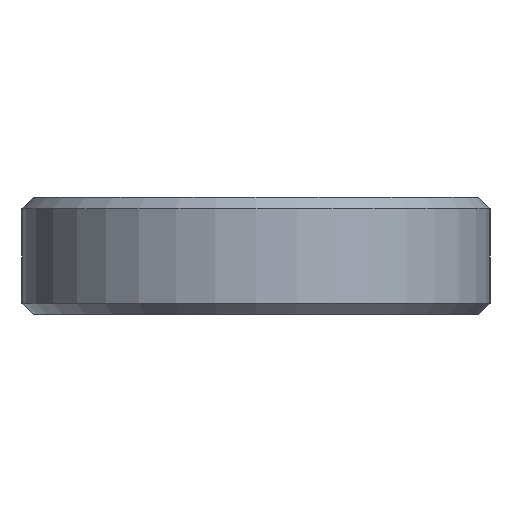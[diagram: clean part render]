
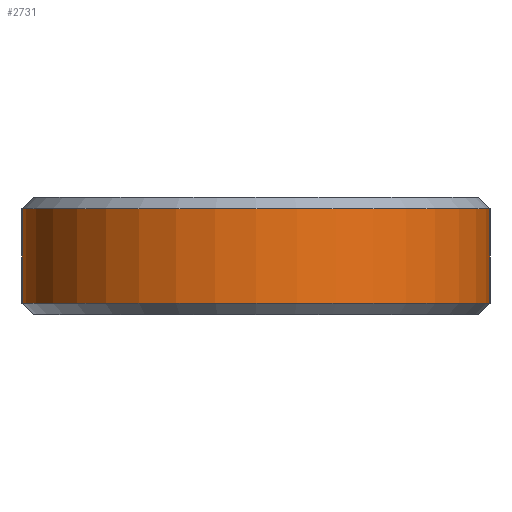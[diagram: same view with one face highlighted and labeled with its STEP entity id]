
A CAD part, left-side view. The second image highlights one B-rep face of the part: STEP entity #2731.
In plain terms, the highlighted cylindrical face has radius 6.25 mm (diameter 12.5 mm), a partial arc.
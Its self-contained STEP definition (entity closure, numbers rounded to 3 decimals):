
#972 = CONICAL_SURFACE('',#973,6.25,0.785);
#973 = AXIS2_PLACEMENT_3D('',#974,#975,#976);
#974 = CARTESIAN_POINT('',(0.,0.,0.3));
#975 = DIRECTION('',(0.,0.,1.));
#976 = DIRECTION('',(0.,1.,0.));
#1665 = VERTEX_POINT('',#1666);
#1666 = CARTESIAN_POINT('',(0.,-6.25,0.3));
#1701 = PLANE('',#1702);
#1702 = AXIS2_PLACEMENT_3D('',#1703,#1704,#1705);
#1703 = CARTESIAN_POINT('',(62.5,-6.25,0.));
#1704 = DIRECTION('',(0.,-1.,0.));
#1705 = DIRECTION('',(-1.,0.,0.));
#1720 = VERTEX_POINT('',#1721);
#1721 = CARTESIAN_POINT('',(0.,6.25,0.3));
#1735 = PLANE('',#1736);
#1736 = AXIS2_PLACEMENT_3D('',#1737,#1738,#1739);
#1737 = CARTESIAN_POINT('',(62.5,6.25,0.));
#1738 = DIRECTION('',(0.,-1.,0.));
#1739 = DIRECTION('',(-1.,0.,0.));
#1772 = EDGE_CURVE('',#1720,#1665,#1773,.T.);
#1773 = SURFACE_CURVE('',#1774,(#1779,#1786),.PCURVE_S1.);
#1774 = CIRCLE('',#1775,6.25);
#1775 = AXIS2_PLACEMENT_3D('',#1776,#1777,#1778);
#1776 = CARTESIAN_POINT('',(0.,0.,0.3));
#1777 = DIRECTION('',(0.,0.,1.));
#1778 = DIRECTION('',(0.,1.,0.));
#1779 = PCURVE('',#972,#1780);
#1780 = DEFINITIONAL_REPRESENTATION('',(#1781),#1785);
#1781 = LINE('',#1782,#1783);
#1782 = CARTESIAN_POINT('',(0.,-0.));
#1783 = VECTOR('',#1784,1.);
#1784 = DIRECTION('',(1.,-0.));
#1785 = ( GEOMETRIC_REPRESENTATION_CONTEXT(2) 
PARAMETRIC_REPRESENTATION_CONTEXT() REPRESENTATION_CONTEXT('2D SPACE',''
  ) );
#1786 = PCURVE('',#1787,#1792);
#1787 = CYLINDRICAL_SURFACE('',#1788,6.25);
#1788 = AXIS2_PLACEMENT_3D('',#1789,#1790,#1791);
#1789 = CARTESIAN_POINT('',(0.,0.,0.));
#1790 = DIRECTION('',(-0.,-0.,-1.));
#1791 = DIRECTION('',(1.,0.,0.));
#1792 = DEFINITIONAL_REPRESENTATION('',(#1793),#1797);
#1793 = LINE('',#1794,#1795);
#1794 = CARTESIAN_POINT('',(-1.571,-0.3));
#1795 = VECTOR('',#1796,1.);
#1796 = DIRECTION('',(-1.,0.));
#1797 = ( GEOMETRIC_REPRESENTATION_CONTEXT(2) 
PARAMETRIC_REPRESENTATION_CONTEXT() REPRESENTATION_CONTEXT('2D SPACE',''
  ) );
#2629 = VERTEX_POINT('',#2630);
#2630 = CARTESIAN_POINT('',(0.,-6.25,2.825));
#2656 = EDGE_CURVE('',#1665,#2629,#2657,.T.);
#2657 = SURFACE_CURVE('',#2658,(#2662,#2669),.PCURVE_S1.);
#2658 = LINE('',#2659,#2660);
#2659 = CARTESIAN_POINT('',(0.,-6.25,0.));
#2660 = VECTOR('',#2661,1.);
#2661 = DIRECTION('',(0.,0.,1.));
#2662 = PCURVE('',#1701,#2663);
#2663 = DEFINITIONAL_REPRESENTATION('',(#2664),#2668);
#2664 = LINE('',#2665,#2666);
#2665 = CARTESIAN_POINT('',(62.5,0.));
#2666 = VECTOR('',#2667,1.);
#2667 = DIRECTION('',(0.,-1.));
#2668 = ( GEOMETRIC_REPRESENTATION_CONTEXT(2) 
PARAMETRIC_REPRESENTATION_CONTEXT() REPRESENTATION_CONTEXT('2D SPACE',''
  ) );
#2669 = PCURVE('',#1787,#2670);
#2670 = DEFINITIONAL_REPRESENTATION('',(#2671),#2675);
#2671 = LINE('',#2672,#2673);
#2672 = CARTESIAN_POINT('',(-4.712,0.));
#2673 = VECTOR('',#2674,1.);
#2674 = DIRECTION('',(-0.,-1.));
#2675 = ( GEOMETRIC_REPRESENTATION_CONTEXT(2) 
PARAMETRIC_REPRESENTATION_CONTEXT() REPRESENTATION_CONTEXT('2D SPACE',''
  ) );
#2683 = VERTEX_POINT('',#2684);
#2684 = CARTESIAN_POINT('',(0.,6.25,2.825));
#2710 = EDGE_CURVE('',#1720,#2683,#2711,.T.);
#2711 = SURFACE_CURVE('',#2712,(#2716,#2723),.PCURVE_S1.);
#2712 = LINE('',#2713,#2714);
#2713 = CARTESIAN_POINT('',(0.,6.25,0.));
#2714 = VECTOR('',#2715,1.);
#2715 = DIRECTION('',(0.,0.,1.));
#2716 = PCURVE('',#1735,#2717);
#2717 = DEFINITIONAL_REPRESENTATION('',(#2718),#2722);
#2718 = LINE('',#2719,#2720);
#2719 = CARTESIAN_POINT('',(62.5,-0.));
#2720 = VECTOR('',#2721,1.);
#2721 = DIRECTION('',(0.,-1.));
#2722 = ( GEOMETRIC_REPRESENTATION_CONTEXT(2) 
PARAMETRIC_REPRESENTATION_CONTEXT() REPRESENTATION_CONTEXT('2D SPACE',''
  ) );
#2723 = PCURVE('',#1787,#2724);
#2724 = DEFINITIONAL_REPRESENTATION('',(#2725),#2729);
#2725 = LINE('',#2726,#2727);
#2726 = CARTESIAN_POINT('',(-1.571,0.));
#2727 = VECTOR('',#2728,1.);
#2728 = DIRECTION('',(-0.,-1.));
#2729 = ( GEOMETRIC_REPRESENTATION_CONTEXT(2) 
PARAMETRIC_REPRESENTATION_CONTEXT() REPRESENTATION_CONTEXT('2D SPACE',''
  ) );
#2731 = ADVANCED_FACE('',(#2732),#1787,.T.);
#2732 = FACE_BOUND('',#2733,.F.);
#2733 = EDGE_LOOP('',(#2734,#2735,#2762,#2763));
#2734 = ORIENTED_EDGE('',*,*,#2710,.T.);
#2735 = ORIENTED_EDGE('',*,*,#2736,.T.);
#2736 = EDGE_CURVE('',#2683,#2629,#2737,.T.);
#2737 = SURFACE_CURVE('',#2738,(#2743,#2750),.PCURVE_S1.);
#2738 = CIRCLE('',#2739,6.25);
#2739 = AXIS2_PLACEMENT_3D('',#2740,#2741,#2742);
#2740 = CARTESIAN_POINT('',(0.,0.,2.825));
#2741 = DIRECTION('',(0.,0.,1.));
#2742 = DIRECTION('',(0.,1.,0.));
#2743 = PCURVE('',#1787,#2744);
#2744 = DEFINITIONAL_REPRESENTATION('',(#2745),#2749);
#2745 = LINE('',#2746,#2747);
#2746 = CARTESIAN_POINT('',(-1.571,-2.825));
#2747 = VECTOR('',#2748,1.);
#2748 = DIRECTION('',(-1.,0.));
#2749 = ( GEOMETRIC_REPRESENTATION_CONTEXT(2) 
PARAMETRIC_REPRESENTATION_CONTEXT() REPRESENTATION_CONTEXT('2D SPACE',''
  ) );
#2750 = PCURVE('',#2751,#2756);
#2751 = CONICAL_SURFACE('',#2752,6.25,0.785);
#2752 = AXIS2_PLACEMENT_3D('',#2753,#2754,#2755);
#2753 = CARTESIAN_POINT('',(0.,0.,2.825));
#2754 = DIRECTION('',(-0.,-0.,-1.));
#2755 = DIRECTION('',(0.,1.,0.));
#2756 = DEFINITIONAL_REPRESENTATION('',(#2757),#2761);
#2757 = LINE('',#2758,#2759);
#2758 = CARTESIAN_POINT('',(-0.,-0.));
#2759 = VECTOR('',#2760,1.);
#2760 = DIRECTION('',(-1.,-0.));
#2761 = ( GEOMETRIC_REPRESENTATION_CONTEXT(2) 
PARAMETRIC_REPRESENTATION_CONTEXT() REPRESENTATION_CONTEXT('2D SPACE',''
  ) );
#2762 = ORIENTED_EDGE('',*,*,#2656,.F.);
#2763 = ORIENTED_EDGE('',*,*,#1772,.F.);
